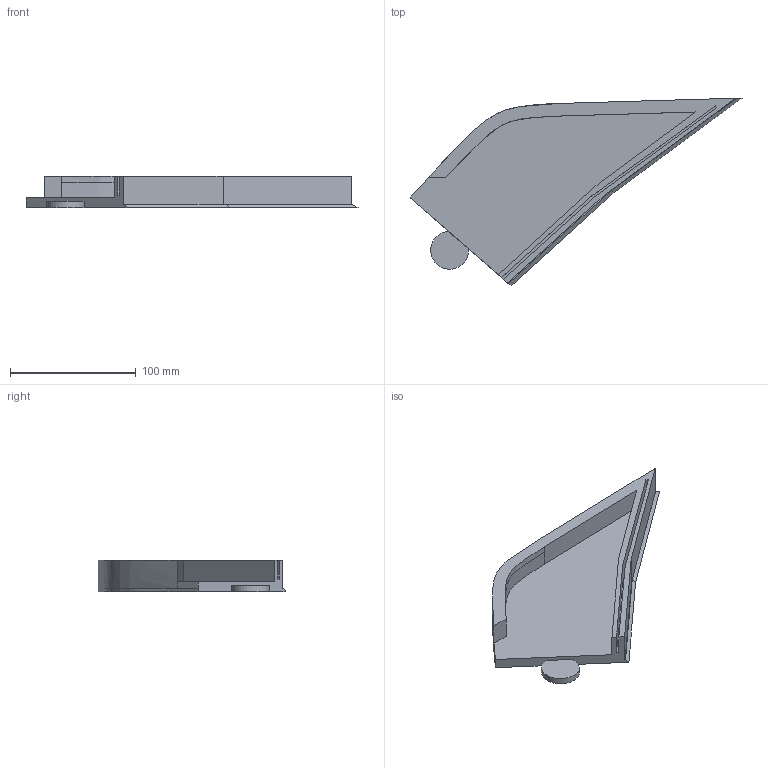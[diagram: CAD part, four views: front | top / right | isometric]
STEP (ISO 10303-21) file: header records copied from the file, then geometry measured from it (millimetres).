
FILE_DESCRIPTION(/* description */ (''),/* implementation_level */ '2;1');
FILE_NAME(/* name */ 'PitLaneEnd.step',/* time_stamp */ '2024-10-16T21:33:23+02:00',/* author */ (''),/* organization */ (''),/* preprocessor_version */ 'ST-DEVELOPER v20',/* originating_system */ 'Autodesk Translation Framework v13.20.0.188',/* authorisation */ '');
FILE_SCHEMA (('AUTOMOTIVE_DESIGN { 1 0 10303 214 3 1 1 }'));
Length unit declared in the file: millimetre
Products named in the file (1): PitLaneEnd
Bounding box: 263.54 x 148.87 x 25 mm (x, y, z)
Volume: 218068.4 mm3; surface area: 65742 mm2
Topology: 1 solids, 1 shells, 34 faces, 95 edges, 63 vertices
Faces by surface type: plane 26, bspline 7, cylinder 1
Entity records: 2534 total; most frequent: CARTESIAN_POINT 1654, ORIENTED_EDGE 190, DIRECTION 142, EDGE_CURVE 95, LINE 82, VECTOR 82, VERTEX_POINT 63, FACE_OUTER_BOUND 34
